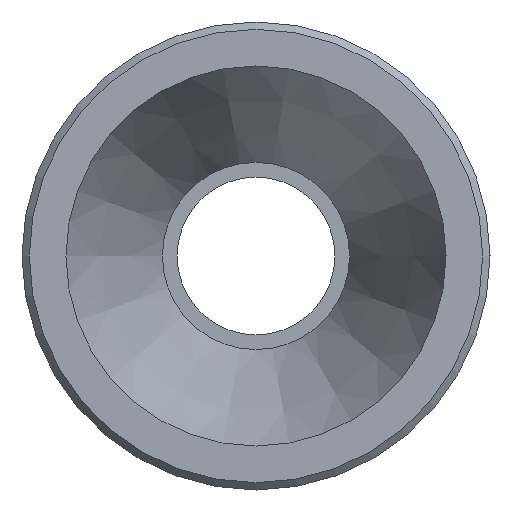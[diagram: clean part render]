
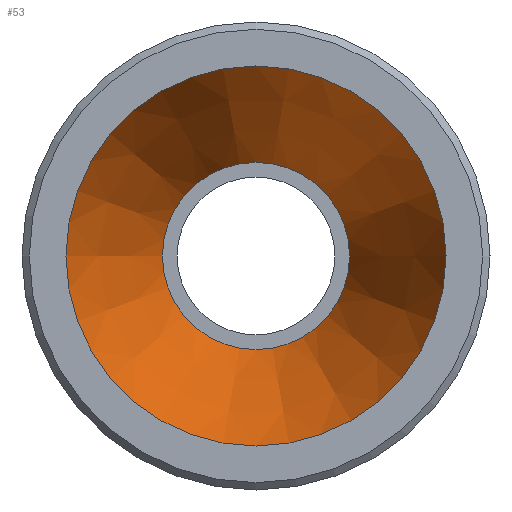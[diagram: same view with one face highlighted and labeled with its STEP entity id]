
A CAD part, left-side view. The second image highlights one B-rep face of the part: STEP entity #53.
In plain terms, the highlighted conical face has half-angle 23.668 degrees and reference radius 20.3 mm.
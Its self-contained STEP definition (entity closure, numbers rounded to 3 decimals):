
#53 = ADVANCED_FACE( '', ( #112, #113 ), #114, .F. );
#112 = FACE_BOUND( '', #171, .T. );
#113 = FACE_OUTER_BOUND( '', #172, .T. );
#114 = CONICAL_SURFACE( '', #173, 20.3, 0.413 );
#171 = EDGE_LOOP( '', ( #240 ) );
#172 = EDGE_LOOP( '', ( #241 ) );
#173 = AXIS2_PLACEMENT_3D( '', #242, #243, #244 );
#240 = ORIENTED_EDGE( '', *, *, #288, .T. );
#241 = ORIENTED_EDGE( '', *, *, #290, .F. );
#242 = CARTESIAN_POINT( '', ( -25.5, 0., 0. ) );
#243 = DIRECTION( '', ( -1., 0., 0. ) );
#244 = DIRECTION( '', ( 0., -1., 0. ) );
#288 = EDGE_CURVE( '', #325, #325, #326, .T. );
#290 = EDGE_CURVE( '', #328, #328, #329, .T. );
#325 = VERTEX_POINT( '', #364 );
#326 = CIRCLE( '', #365, 10. );
#328 = VERTEX_POINT( '', #367 );
#329 = CIRCLE( '', #368, 20.3 );
#364 = CARTESIAN_POINT( '', ( -2., 10., 0. ) );
#365 = AXIS2_PLACEMENT_3D( '', #406, #407, #408 );
#367 = CARTESIAN_POINT( '', ( -25.5, 20.3, 0. ) );
#368 = AXIS2_PLACEMENT_3D( '', #409, #410, #411 );
#406 = CARTESIAN_POINT( '', ( -2., 0., 0. ) );
#407 = DIRECTION( '', ( 1., 0., 0. ) );
#408 = DIRECTION( '', ( 0., 1., 0. ) );
#409 = CARTESIAN_POINT( '', ( -25.5, 0., 0. ) );
#410 = DIRECTION( '', ( 1., 0., 0. ) );
#411 = DIRECTION( '', ( 0., 1., 0. ) );
